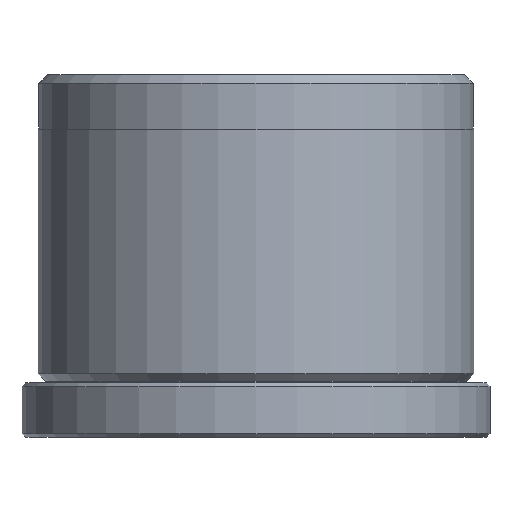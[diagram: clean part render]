
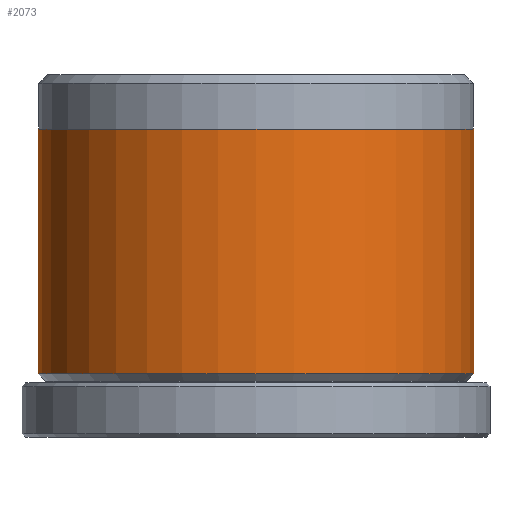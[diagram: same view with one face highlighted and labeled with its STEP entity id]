
A CAD part, front view. The second image highlights one B-rep face of the part: STEP entity #2073.
In plain terms, the highlighted cylindrical face has radius 12 mm (diameter 24 mm), a partial arc.
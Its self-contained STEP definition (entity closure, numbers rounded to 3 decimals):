
#19 = ORIENTED_EDGE ( 'NONE', *, *, #546, .F. ) ;
#72 = CARTESIAN_POINT ( 'NONE',  ( 12., 0., 17. ) ) ;
#201 = CARTESIAN_POINT ( 'NONE',  ( 0., 0., 20. ) ) ;
#301 = VECTOR ( 'NONE', #1252, 1000. ) ;
#365 = LINE ( 'NONE', #1309, #301 ) ;
#484 = VECTOR ( 'NONE', #1669, 1000. ) ;
#504 = ORIENTED_EDGE ( 'NONE', *, *, #1262, .F. ) ;
#515 = CYLINDRICAL_SURFACE ( 'NONE', #836, 12. ) ;
#546 = EDGE_CURVE ( 'NONE', #566, #1634, #1752, .T. ) ;
#566 = VERTEX_POINT ( 'NONE', #720 ) ;
#720 = CARTESIAN_POINT ( 'NONE',  ( -12., 0., 17. ) ) ;
#836 = AXIS2_PLACEMENT_3D ( 'NONE', #201, #912, #1210 ) ;
#849 = AXIS2_PLACEMENT_3D ( 'NONE', #1996, #2092, #2098 ) ;
#893 = EDGE_CURVE ( 'NONE', #2140, #1320, #1507, .T. ) ;
#912 = DIRECTION ( 'NONE',  ( 0., 0., -1. ) ) ;
#1002 = LINE ( 'NONE', #1661, #484 ) ;
#1210 = DIRECTION ( 'NONE',  ( -1., 0., 0. ) ) ;
#1252 = DIRECTION ( 'NONE',  ( 0., 0., -1. ) ) ;
#1262 = EDGE_CURVE ( 'NONE', #1634, #2140, #365, .T. ) ;
#1309 = CARTESIAN_POINT ( 'NONE',  ( 12., 0., 20. ) ) ;
#1320 = VERTEX_POINT ( 'NONE', #1652 ) ;
#1436 = ORIENTED_EDGE ( 'NONE', *, *, #893, .F. ) ;
#1452 = AXIS2_PLACEMENT_3D ( 'NONE', #1915, #1532, #1506 ) ;
#1501 = FACE_OUTER_BOUND ( 'NONE', #1785, .T. ) ;
#1506 = DIRECTION ( 'NONE',  ( -1., 0., 0. ) ) ;
#1507 = CIRCLE ( 'NONE', #1452, 12. ) ;
#1532 = DIRECTION ( 'NONE',  ( 0., 0., -1. ) ) ;
#1634 = VERTEX_POINT ( 'NONE', #72 ) ;
#1652 = CARTESIAN_POINT ( 'NONE',  ( -12., 0., 3.5 ) ) ;
#1661 = CARTESIAN_POINT ( 'NONE',  ( -12., 0., 20. ) ) ;
#1669 = DIRECTION ( 'NONE',  ( 0., 0., -1. ) ) ;
#1752 = CIRCLE ( 'NONE', #849, 12. ) ;
#1785 = EDGE_LOOP ( 'NONE', ( #504, #19, #1891, #1436 ) ) ;
#1816 = EDGE_CURVE ( 'NONE', #566, #1320, #1002, .T. ) ;
#1891 = ORIENTED_EDGE ( 'NONE', *, *, #1816, .T. ) ;
#1915 = CARTESIAN_POINT ( 'NONE',  ( 0., 0., 3.5 ) ) ;
#1996 = CARTESIAN_POINT ( 'NONE',  ( 0., 0., 17. ) ) ;
#2073 = ADVANCED_FACE ( 'NONE', ( #1501 ), #515, .T. ) ;
#2089 = CARTESIAN_POINT ( 'NONE',  ( 12., 0., 3.5 ) ) ;
#2092 = DIRECTION ( 'NONE',  ( 0., 0., 1. ) ) ;
#2098 = DIRECTION ( 'NONE',  ( 1., 0., 0. ) ) ;
#2140 = VERTEX_POINT ( 'NONE', #2089 ) ;
